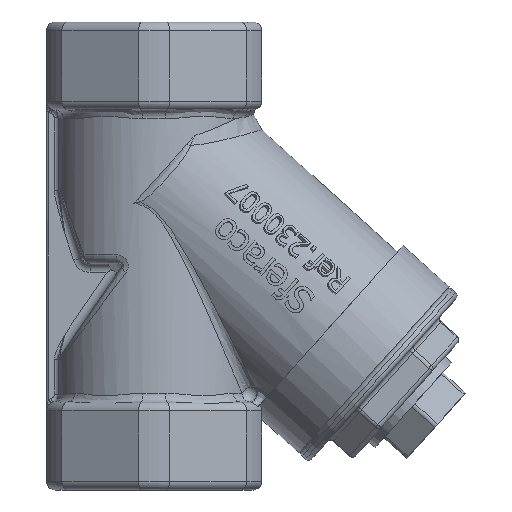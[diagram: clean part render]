
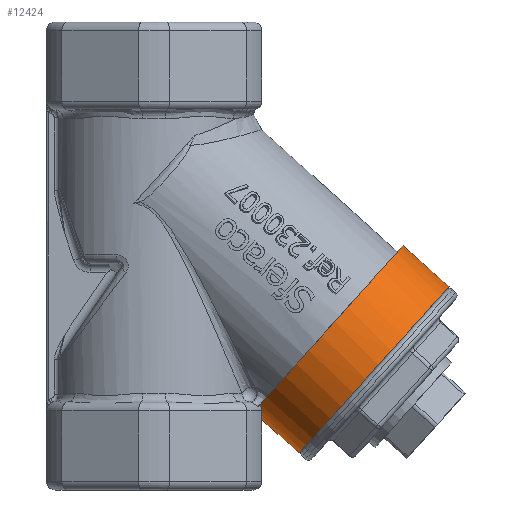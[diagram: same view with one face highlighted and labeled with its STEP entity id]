
A CAD part, left-side view. The second image highlights one B-rep face of the part: STEP entity #12424.
In plain terms, the highlighted cylindrical face has radius 25.5 mm (diameter 51 mm), a full revolution.
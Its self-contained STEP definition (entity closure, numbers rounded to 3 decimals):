
#15=ELLIPSE('',#13150,34.314,25.5);
#776=B_SPLINE_CURVE_WITH_KNOTS('',3,(#26116,#26117,#26118,#26119,#26120,
#26121),.UNSPECIFIED.,.F.,.F.,(4,2,4),(-0.203,-0.194,
-0.172),.UNSPECIFIED.);
#777=B_SPLINE_CURVE_WITH_KNOTS('',3,(#26123,#26124,#26125,#26126,#26127,
#26128,#26129,#26130,#26131,#26132),.UNSPECIFIED.,.F.,.F.,(4,2,2,2,4),(3.999,
4.04,4.125,4.181,4.182),
 .UNSPECIFIED.);
#778=B_SPLINE_CURVE_WITH_KNOTS('',3,(#26136,#26137,#26138,#26139,#26140,
#26141,#26142,#26143,#26144,#26145),.UNSPECIFIED.,.F.,.F.,(4,2,2,2,4),(2.174,
2.175,2.231,2.316,2.358),
 .UNSPECIFIED.);
#779=B_SPLINE_CURVE_WITH_KNOTS('',3,(#26147,#26148,#26149,#26150),
 .UNSPECIFIED.,.F.,.F.,(4,4),(-0.064,-0.03),
 .UNSPECIFIED.);
#2757=FACE_BOUND('',#4040,.T.);
#3278=FACE_OUTER_BOUND('',#4039,.T.);
#4039=EDGE_LOOP('',(#10212,#10213,#10214,#10215,#10216,#10217,#10218,#10219));
#4040=EDGE_LOOP('',(#10220));
#4300=CIRCLE('',#12745,25.5);
#4477=CIRCLE('',#13151,25.5);
#4478=CIRCLE('',#13152,25.5);
#4479=CIRCLE('',#13153,25.5);
#4707=VERTEX_POINT('',#16179);
#5532=VERTEX_POINT('',#26114);
#5533=VERTEX_POINT('',#26115);
#5534=VERTEX_POINT('',#26122);
#5535=VERTEX_POINT('',#26133);
#5536=VERTEX_POINT('',#26135);
#5537=VERTEX_POINT('',#26146);
#5538=VERTEX_POINT('',#26151);
#5539=VERTEX_POINT('',#26153);
#5890=EDGE_CURVE('',#4707,#4707,#4300,.T.);
#7121=EDGE_CURVE('',#5532,#5533,#776,.T.);
#7122=EDGE_CURVE('',#5534,#5532,#777,.T.);
#7123=EDGE_CURVE('',#5535,#5534,#15,.T.);
#7124=EDGE_CURVE('',#5536,#5535,#778,.T.);
#7125=EDGE_CURVE('',#5537,#5536,#779,.T.);
#7126=EDGE_CURVE('',#5538,#5537,#4477,.T.);
#7127=EDGE_CURVE('',#5539,#5538,#4478,.T.);
#7128=EDGE_CURVE('',#5533,#5539,#4479,.T.);
#10212=ORIENTED_EDGE('',*,*,#7121,.F.);
#10213=ORIENTED_EDGE('',*,*,#7122,.F.);
#10214=ORIENTED_EDGE('',*,*,#7123,.F.);
#10215=ORIENTED_EDGE('',*,*,#7124,.F.);
#10216=ORIENTED_EDGE('',*,*,#7125,.F.);
#10217=ORIENTED_EDGE('',*,*,#7126,.F.);
#10218=ORIENTED_EDGE('',*,*,#7127,.F.);
#10219=ORIENTED_EDGE('',*,*,#7128,.F.);
#10220=ORIENTED_EDGE('',*,*,#5890,.F.);
#11144=CYLINDRICAL_SURFACE('',#13149,25.5);
#12424=ADVANCED_FACE('',(#3278,#2757),#11144,.T.);
#12745=AXIS2_PLACEMENT_3D('',#16180,#13789,#13790);
#13149=AXIS2_PLACEMENT_3D('',#26113,#15187,#15188);
#13150=AXIS2_PLACEMENT_3D('',#26134,#15189,#15190);
#13151=AXIS2_PLACEMENT_3D('',#26152,#15191,#15192);
#13152=AXIS2_PLACEMENT_3D('',#26154,#15193,#15194);
#13153=AXIS2_PLACEMENT_3D('',#26155,#15195,#15196);
#13789=DIRECTION('center_axis',(0.,-0.743,
-0.669));
#13790=DIRECTION('ref_axis',(-1.,0.,0.));
#15187=DIRECTION('center_axis',(0.,-0.743,-0.669));
#15188=DIRECTION('ref_axis',(-1.,0.,0.));
#15189=DIRECTION('center_axis',(0.,1.,0.));
#15190=DIRECTION('ref_axis',(0.,0.,
-1.));
#15191=DIRECTION('center_axis',(0.,0.743,0.669));
#15192=DIRECTION('ref_axis',(-1.,0.,0.));
#15193=DIRECTION('center_axis',(0.,0.743,
0.669));
#15194=DIRECTION('ref_axis',(-1.,0.,0.));
#15195=DIRECTION('center_axis',(0.,0.743,0.669));
#15196=DIRECTION('ref_axis',(-1.,0.,0.));
#16179=CARTESIAN_POINT('',(25.5,-50.048,-25.913));
#16180=CARTESIAN_POINT('Origin',(0.,-50.048,-25.913));
#26113=CARTESIAN_POINT('Origin',(0.,-39.644,-16.545));
#26114=CARTESIAN_POINT('',(-10.036,-24.181,-34.167));
#26115=CARTESIAN_POINT('',(-10.099,-23.976,-33.945));
#26116=CARTESIAN_POINT('Ctrl Pts',(-10.036,-24.181,
-34.167));
#26117=CARTESIAN_POINT('Ctrl Pts',(-10.045,-24.162,
-34.145));
#26118=CARTESIAN_POINT('Ctrl Pts',(-10.053,-24.143,-34.123));
#26119=CARTESIAN_POINT('Ctrl Pts',(-10.077,-24.077,
-34.049));
#26120=CARTESIAN_POINT('Ctrl Pts',(-10.091,-24.027,-33.997));
#26121=CARTESIAN_POINT('Ctrl Pts',(-10.099,-23.976,-33.945));
#26122=CARTESIAN_POINT('',(-8.522,-24.5,-35.25));
#26123=CARTESIAN_POINT('Ctrl Pts',(-8.522,-24.5,-35.25));
#26124=CARTESIAN_POINT('Ctrl Pts',(-8.654,-24.5,-35.187));
#26125=CARTESIAN_POINT('Ctrl Pts',(-8.781,-24.497,-35.122));
#26126=CARTESIAN_POINT('Ctrl Pts',(-9.15,-24.477,
-34.919));
#26127=CARTESIAN_POINT('Ctrl Pts',(-9.435,-24.442,
-34.737));
#26128=CARTESIAN_POINT('Ctrl Pts',(-9.79,-24.335,-34.446));
#26129=CARTESIAN_POINT('Ctrl Pts',(-9.931,-24.273,-34.31));
#26130=CARTESIAN_POINT('Ctrl Pts',(-10.034,-24.183,
-34.169));
#26131=CARTESIAN_POINT('Ctrl Pts',(-10.035,-24.182,
-34.168));
#26132=CARTESIAN_POINT('Ctrl Pts',(-10.036,-24.181,
-34.167));
#26133=CARTESIAN_POINT('',(8.522,-24.5,-35.25));
#26134=CARTESIAN_POINT('Origin',(0.,-24.5,-2.909));
#26135=CARTESIAN_POINT('',(10.036,-24.181,-34.167));
#26136=CARTESIAN_POINT('Ctrl Pts',(10.036,-24.181,-34.167));
#26137=CARTESIAN_POINT('Ctrl Pts',(10.035,-24.182,-34.168));
#26138=CARTESIAN_POINT('Ctrl Pts',(10.034,-24.183,-34.169));
#26139=CARTESIAN_POINT('Ctrl Pts',(9.931,-24.273,-34.31));
#26140=CARTESIAN_POINT('Ctrl Pts',(9.79,-24.335,-34.446));
#26141=CARTESIAN_POINT('Ctrl Pts',(9.435,-24.442,-34.737));
#26142=CARTESIAN_POINT('Ctrl Pts',(9.15,-24.477,-34.919));
#26143=CARTESIAN_POINT('Ctrl Pts',(8.781,-24.497,-35.122));
#26144=CARTESIAN_POINT('Ctrl Pts',(8.654,-24.5,-35.187));
#26145=CARTESIAN_POINT('Ctrl Pts',(8.522,-24.5,-35.25));
#26146=CARTESIAN_POINT('',(10.099,-23.976,-33.945));
#26147=CARTESIAN_POINT('Ctrl Pts',(10.099,-23.976,-33.945));
#26148=CARTESIAN_POINT('Ctrl Pts',(10.087,-24.046,-34.015));
#26149=CARTESIAN_POINT('Ctrl Pts',(10.066,-24.115,-34.089));
#26150=CARTESIAN_POINT('Ctrl Pts',(10.036,-24.181,-34.167));
#26151=CARTESIAN_POINT('',(10.724,-24.163,-33.738));
#26152=CARTESIAN_POINT('Origin',(0.,-39.644,-16.545));
#26153=CARTESIAN_POINT('',(-10.724,-24.163,-33.738));
#26154=CARTESIAN_POINT('Origin',(0.,-39.644,-16.545));
#26155=CARTESIAN_POINT('Origin',(0.,-39.644,-16.545));
